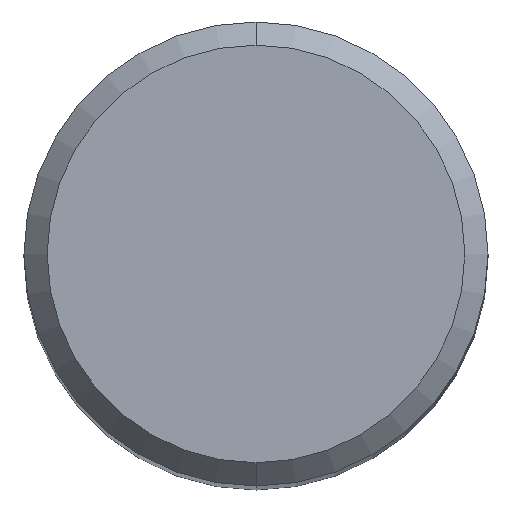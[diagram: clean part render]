
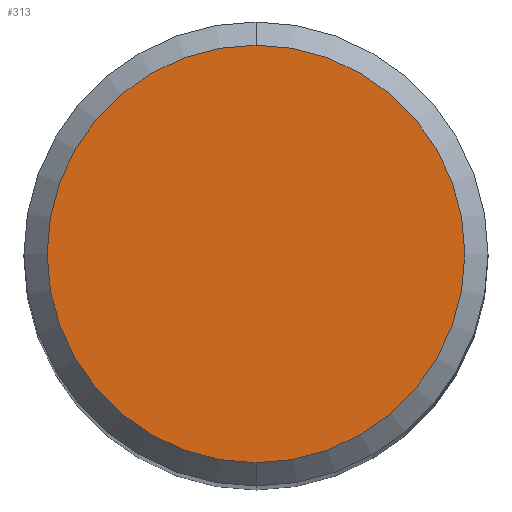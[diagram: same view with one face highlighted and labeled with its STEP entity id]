
A CAD part, top view. The second image highlights one B-rep face of the part: STEP entity #313.
In plain terms, the highlighted planar face has unit normal (0, 0, 1).
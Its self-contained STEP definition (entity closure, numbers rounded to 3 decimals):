
#181=VERTEX_POINT('',#488);
#183=EDGE_CURVE('',#181,#233,#490,.T.);
#211=EDGE_CURVE('',#233,#181,#520,.T.);
#233=VERTEX_POINT('',#544);
#313=ADVANCED_FACE('',(#635),#636,.T.);
#488=CARTESIAN_POINT('',(0.,-4.5,0.0));
#490=CIRCLE('',#837,4.5);
#520=CIRCLE('',#911,4.5);
#544=CARTESIAN_POINT('',(0.0,4.5,0.0));
#635=FACE_OUTER_BOUND('',#1148,.T.);
#636=PLANE('',#1149);
#837=AXIS2_PLACEMENT_3D('',#1482,#1483,#1484);
#911=AXIS2_PLACEMENT_3D('',#1514,#1515,#1516);
#1148=EDGE_LOOP('',(#1657,#1658));
#1149=AXIS2_PLACEMENT_3D('',#1659,#1660,#1661);
#1482=CARTESIAN_POINT('',(0.0,0.0,0.0));
#1483=DIRECTION('',(0.0,0.0,-1.0));
#1484=DIRECTION('',(0.0,1.0,0.0));
#1514=CARTESIAN_POINT('',(0.0,0.0,0.0));
#1515=DIRECTION('',(0.0,0.0,-1.0));
#1516=DIRECTION('',(0.0,1.0,0.0));
#1657=ORIENTED_EDGE('',*,*,#211,.F.);
#1658=ORIENTED_EDGE('',*,*,#183,.F.);
#1659=CARTESIAN_POINT('',(0.0,2.25,0.0));
#1660=DIRECTION('',(-0.0,0.0,1.0));
#1661=DIRECTION('',(0.0,-1.0,0.0));
